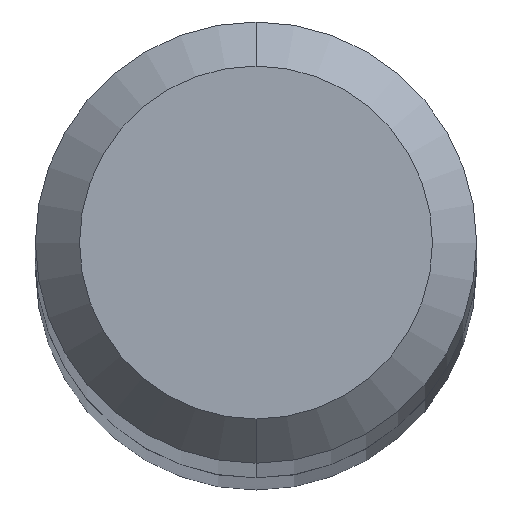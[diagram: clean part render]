
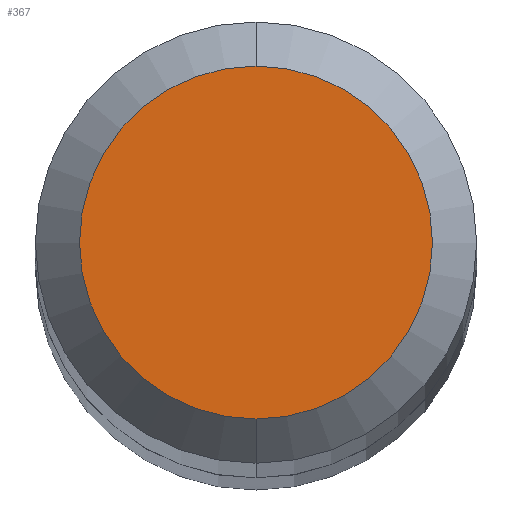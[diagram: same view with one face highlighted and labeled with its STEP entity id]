
A CAD part, top view. The second image highlights one B-rep face of the part: STEP entity #367.
In plain terms, the highlighted planar face has unit normal (0, 0, 1).
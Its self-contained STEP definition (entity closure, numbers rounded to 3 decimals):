
#195=EDGE_CURVE('',#391,#279,#472,.T.);
#279=VERTEX_POINT('',#566);
#323=EDGE_CURVE('',#279,#391,#615,.T.);
#367=ADVANCED_FACE('',(#665),#666,.T.);
#391=VERTEX_POINT('',#691);
#472=CIRCLE('',#834,1.2);
#566=CARTESIAN_POINT('',(0.0,1.2,0.0));
#615=CIRCLE('',#1097,1.2);
#665=FACE_OUTER_BOUND('',#1183,.T.);
#666=PLANE('',#1184);
#691=CARTESIAN_POINT('',(0.,-1.2,0.0));
#834=AXIS2_PLACEMENT_3D('',#1340,#1341,#1342);
#1097=AXIS2_PLACEMENT_3D('',#1526,#1527,#1528);
#1183=EDGE_LOOP('',(#1591,#1592));
#1184=AXIS2_PLACEMENT_3D('',#1593,#1594,#1595);
#1340=CARTESIAN_POINT('',(0.0,0.0,0.0));
#1341=DIRECTION('',(0.0,0.0,-1.0));
#1342=DIRECTION('',(0.0,1.0,0.0));
#1526=CARTESIAN_POINT('',(0.0,0.0,0.0));
#1527=DIRECTION('',(0.0,0.0,-1.0));
#1528=DIRECTION('',(0.0,1.0,0.0));
#1591=ORIENTED_EDGE('',*,*,#323,.F.);
#1592=ORIENTED_EDGE('',*,*,#195,.F.);
#1593=CARTESIAN_POINT('',(0.0,0.6,0.0));
#1594=DIRECTION('',(-0.0,0.0,1.0));
#1595=DIRECTION('',(0.0,-1.0,0.0));
